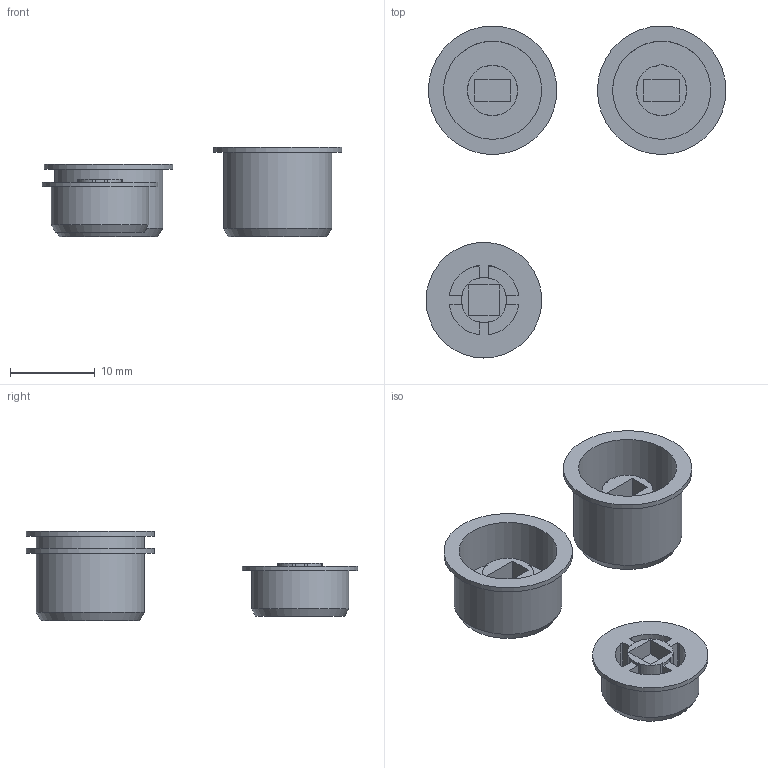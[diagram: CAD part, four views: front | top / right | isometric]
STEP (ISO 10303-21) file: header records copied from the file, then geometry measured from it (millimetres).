
FILE_DESCRIPTION(/* description */ (''),/* implementation_level */ '2;1');
FILE_NAME(/* name */ 'button caps v3.step',/* time_stamp */ '2020-11-20T15:42:17-07:00',/* author */ (''),/* organization */ (''),/* preprocessor_version */ 'ST-DEVELOPER v18.1',/* originating_system */ 'Autodesk Translation Framework v9.3.0.1241',/* authorisation */ '');
FILE_SCHEMA (('AUTOMOTIVE_DESIGN { 1 0 10303 214 3 1 1 }'));
Length unit declared in the file: millimetre
Products named in the file (1): (Unsaved)
Bounding box: 35.46 x 39.26 x 10.6 mm (x, y, z)
Volume: 1658.8 mm3; surface area: 2991.1 mm2
Topology: 3 solids, 3 shells, 232 faces, 630 edges, 419 vertices
Faces by surface type: plane 115, bspline 76, cylinder 38, cone 3
Full cylindrical faces by diameter (mm): 3.271 x1, 6.871 x1, 11.52 x1, 11.6 x2, 12.8 x2, 13.68 x1, 15.2 x2
Entity records: 8027 total; most frequent: CARTESIAN_POINT 2574, ORIENTED_EDGE 1260, DIRECTION 871, EDGE_CURVE 630, VERTEX_POINT 419, LINE 399, VECTOR 399, EDGE_LOOP 247
